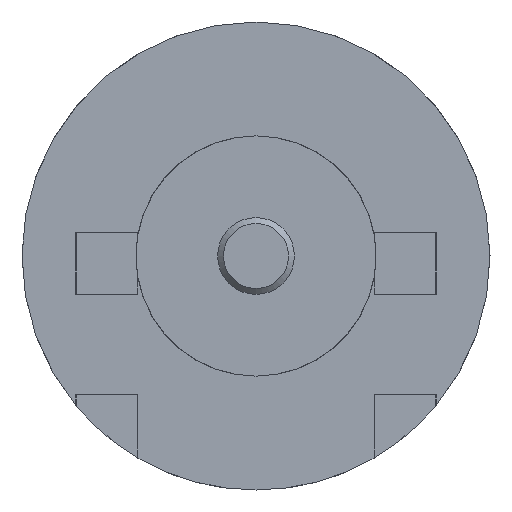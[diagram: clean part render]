
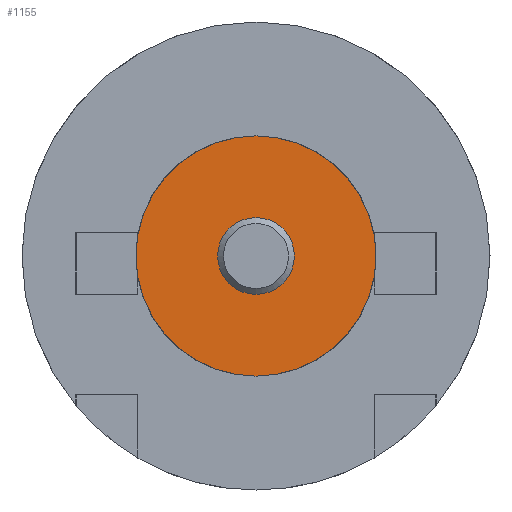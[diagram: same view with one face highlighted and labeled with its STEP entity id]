
A CAD part, front view. The second image highlights one B-rep face of the part: STEP entity #1155.
In plain terms, the highlighted planar face has unit normal (0, 1, 0).
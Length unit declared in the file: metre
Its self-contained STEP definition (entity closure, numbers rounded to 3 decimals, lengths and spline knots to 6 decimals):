
#92=CIRCLE('',#1562,0.002036);
#93=CIRCLE('',#1563,0.002036);
#98=CIRCLE('',#1580,0.00065);
#99=CIRCLE('',#1581,0.00065);
#481=ORIENTED_EDGE('',*,*,#676,.F.);
#482=ORIENTED_EDGE('',*,*,#677,.F.);
#483=ORIENTED_EDGE('',*,*,#654,.T.);
#484=ORIENTED_EDGE('',*,*,#655,.T.);
#654=EDGE_CURVE('',#791,#792,#92,.F.);
#655=EDGE_CURVE('',#792,#791,#93,.F.);
#676=EDGE_CURVE('',#804,#805,#98,.T.);
#677=EDGE_CURVE('',#805,#804,#99,.T.);
#791=VERTEX_POINT('',#4114);
#792=VERTEX_POINT('',#4115);
#804=VERTEX_POINT('',#4197);
#805=VERTEX_POINT('',#4198);
#975=EDGE_LOOP('',(#481,#482));
#976=EDGE_LOOP('',(#483,#484));
#1054=FACE_BOUND('',#975,.T.);
#1055=FACE_BOUND('',#976,.T.);
#1097=PLANE('',#1579);
#1155=ADVANCED_FACE('',(#1054,#1055),#1097,.F.);
#1562=AXIS2_PLACEMENT_3D('',#4113,#1773,#1774);
#1563=AXIS2_PLACEMENT_3D('',#4116,#1775,#1776);
#1579=AXIS2_PLACEMENT_3D('',#4195,#1811,#1812);
#1580=AXIS2_PLACEMENT_3D('',#4196,#1813,#1814);
#1581=AXIS2_PLACEMENT_3D('',#4199,#1815,#1816);
#1773=DIRECTION('',(0.,-1.,0.));
#1774=DIRECTION('',(0.,0.,-1.));
#1775=DIRECTION('',(0.,-1.,0.));
#1776=DIRECTION('',(0.,0.,-1.));
#1811=DIRECTION('',(0.,-1.,0.));
#1812=DIRECTION('',(0.,0.,-1.));
#1813=DIRECTION('',(0.,1.,0.));
#1814=DIRECTION('',(0.,0.,1.));
#1815=DIRECTION('',(0.,1.,0.));
#1816=DIRECTION('',(0.,0.,1.));
#4113=CARTESIAN_POINT('',(0.,0.00002,0.));
#4114=CARTESIAN_POINT('',(0.,0.00002,0.002036));
#4115=CARTESIAN_POINT('',(0.,0.00002,-0.002036));
#4116=CARTESIAN_POINT('',(0.,0.00002,0.));
#4195=CARTESIAN_POINT('',(-0.00206,0.00002,0.00206));
#4196=CARTESIAN_POINT('',(0.,0.00002,0.));
#4197=CARTESIAN_POINT('',(0.,0.00002,-0.00065));
#4198=CARTESIAN_POINT('',(0.,0.00002,0.00065));
#4199=CARTESIAN_POINT('',(0.,0.00002,0.));
